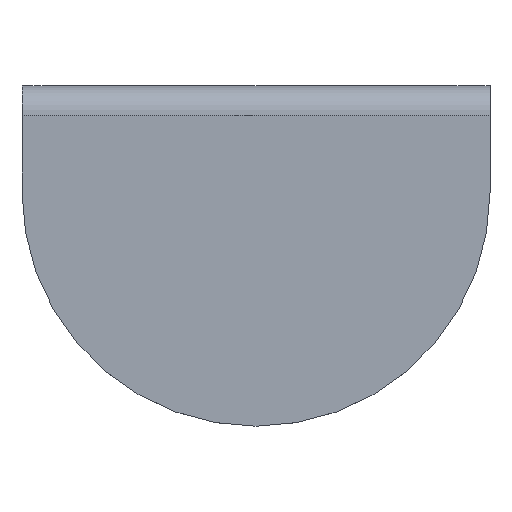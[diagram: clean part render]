
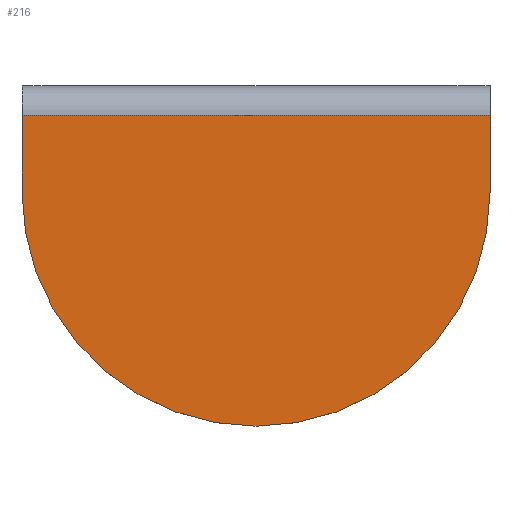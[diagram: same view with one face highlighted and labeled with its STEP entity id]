
A CAD part, top view. The second image highlights one B-rep face of the part: STEP entity #216.
In plain terms, the highlighted planar face has unit normal (0, 0, 1).
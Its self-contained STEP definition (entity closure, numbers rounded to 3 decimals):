
#25=FACE_OUTER_BOUND('',#37,.T.);
#37=EDGE_LOOP('',(#168,#169,#170,#171));
#53=CIRCLE('',#252,25.);
#65=LINE('',#369,#85);
#66=LINE('',#372,#86);
#67=LINE('',#374,#87);
#85=VECTOR('',#300,10.);
#86=VECTOR('',#303,10.);
#87=VECTOR('',#304,10.);
#110=VERTEX_POINT('',#365);
#111=VERTEX_POINT('',#367);
#112=VERTEX_POINT('',#371);
#113=VERTEX_POINT('',#373);
#134=EDGE_CURVE('',#110,#111,#65,.T.);
#135=EDGE_CURVE('',#112,#110,#66,.T.);
#136=EDGE_CURVE('',#111,#113,#67,.T.);
#137=EDGE_CURVE('',#113,#112,#53,.T.);
#168=ORIENTED_EDGE('',*,*,#135,.T.);
#169=ORIENTED_EDGE('',*,*,#134,.T.);
#170=ORIENTED_EDGE('',*,*,#136,.T.);
#171=ORIENTED_EDGE('',*,*,#137,.T.);
#207=PLANE('',#251);
#216=ADVANCED_FACE('',(#25),#207,.T.);
#251=AXIS2_PLACEMENT_3D('',#370,#301,#302);
#252=AXIS2_PLACEMENT_3D('',#375,#305,#306);
#300=DIRECTION('',(-1.,0.,0.));
#301=DIRECTION('center_axis',(0.,0.,1.));
#302=DIRECTION('ref_axis',(1.,0.,0.));
#303=DIRECTION('',(0.,1.,0.));
#304=DIRECTION('',(0.,-1.,0.));
#305=DIRECTION('center_axis',(0.,0.,1.));
#306=DIRECTION('ref_axis',(1.,0.,0.));
#365=CARTESIAN_POINT('',(135.,198.2,-3.175));
#367=CARTESIAN_POINT('',(85.,198.2,-3.175));
#369=CARTESIAN_POINT('',(0.,198.2,-3.175));
#370=CARTESIAN_POINT('Origin',(0.,73.698,-3.175));
#371=CARTESIAN_POINT('',(135.,190.,-3.175));
#372=CARTESIAN_POINT('',(135.,141.952,-3.175));
#373=CARTESIAN_POINT('',(85.,190.,-3.175));
#374=CARTESIAN_POINT('',(85.,131.849,-3.175));
#375=CARTESIAN_POINT('Origin',(110.,190.,-3.175));
